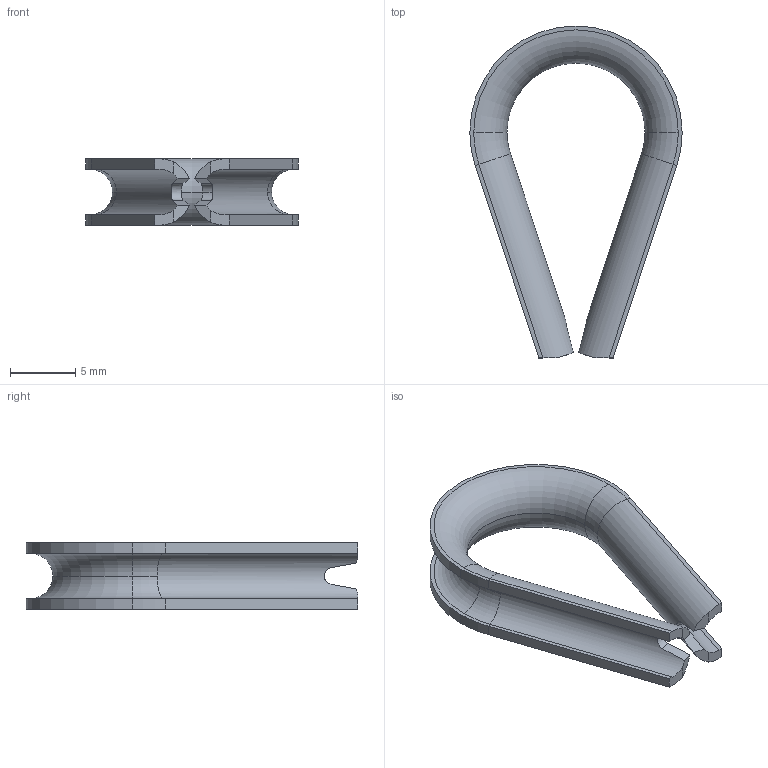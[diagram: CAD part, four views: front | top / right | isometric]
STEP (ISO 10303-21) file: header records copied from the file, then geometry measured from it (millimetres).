
FILE_DESCRIPTION (( 'STEP AP203' ), '1' );
FILE_NAME ('A14_7603-003.STEP', '2024-04-17T08:28:00', ( '' ), ( '' ), 'SwSTEP 2.0', 'SolidWorks 2019', '' );
FILE_SCHEMA (( 'CONFIG_CONTROL_DESIGN' ));
Length unit declared in the file: millimetre
Products named in the file (1): A14_7603-003
Bounding box: 16.31 x 25.5 x 5.1 mm (x, y, z)
Volume: 328 mm3; surface area: 936.2 mm2
Topology: 1 solids, 1 shells, 53 faces, 133 edges, 82 vertices
Faces by surface type: plane 28, cylinder 13, torus 12
Entity records: 1684 total; most frequent: CARTESIAN_POINT 355, DIRECTION 273, ORIENTED_EDGE 266, EDGE_CURVE 133, AXIS2_PLACEMENT_3D 108, VERTEX_POINT 82, VECTOR 57, LINE 57
